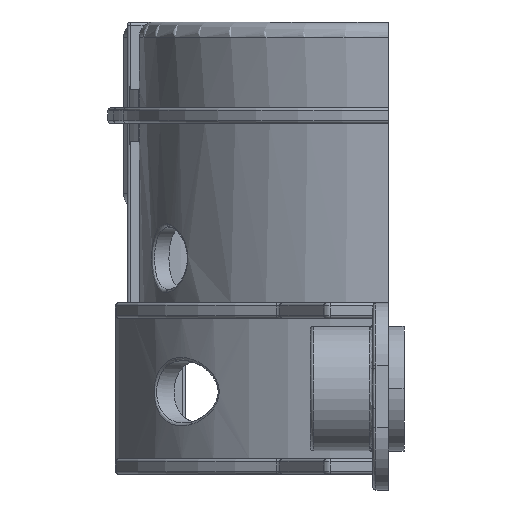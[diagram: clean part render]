
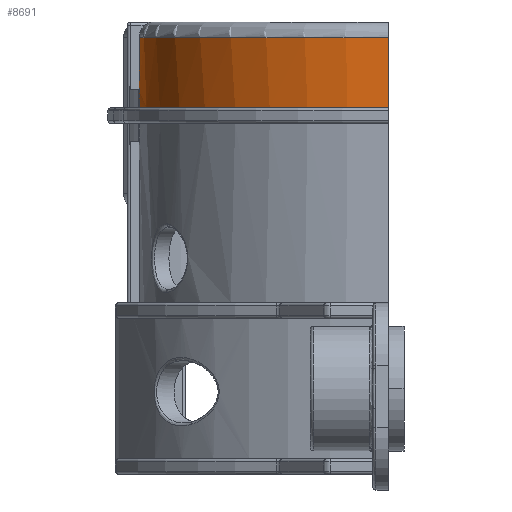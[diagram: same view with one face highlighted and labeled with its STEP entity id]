
A CAD part, left-side view. The second image highlights one B-rep face of the part: STEP entity #8691.
In plain terms, the highlighted cylindrical face has radius 16 mm (diameter 32 mm), a partial arc.
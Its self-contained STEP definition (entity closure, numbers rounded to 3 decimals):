
#267 = EDGE_CURVE ( 'NONE', #8086, #8849, #10141, .T. ) ;
#276 = CARTESIAN_POINT ( 'NONE',  ( -16., 0., 0. ) ) ;
#721 = VERTEX_POINT ( 'NONE', #1817 ) ;
#777 = CARTESIAN_POINT ( 'NONE',  ( -0.718, 15.985, -3.243 ) ) ;
#912 = CARTESIAN_POINT ( 'NONE',  ( -16., 0., -4.5 ) ) ;
#1436 = VECTOR ( 'NONE', #3730, 1000. ) ;
#1817 = CARTESIAN_POINT ( 'NONE',  ( -1.309, 15.946, -4.5 ) ) ;
#1978 = ORIENTED_EDGE ( 'NONE', *, *, #267, .T. ) ;
#2582 = EDGE_CURVE ( 'NONE', #9253, #6663, #5794, .T. ) ;
#2804 = CARTESIAN_POINT ( 'NONE',  ( -1.257, 15.951, -4.223 ) ) ;
#2924 = DIRECTION ( 'NONE',  ( 0., 0., -1. ) ) ;
#3056 = CARTESIAN_POINT ( 'NONE',  ( -0.513, 15.992, -3.049 ) ) ;
#3250 = ORIENTED_EDGE ( 'NONE', *, *, #9524, .T. ) ;
#3451 = CIRCLE ( 'NONE', #12622, 16. ) ;
#3475 = EDGE_LOOP ( 'NONE', ( #1978, #7512, #11206, #12822, #3250 ) ) ;
#3721 = CARTESIAN_POINT ( 'NONE',  ( -0.891, 15.976, -3.467 ) ) ;
#3730 = DIRECTION ( 'NONE',  ( 0., 0., 1. ) ) ;
#3832 = CARTESIAN_POINT ( 'NONE',  ( -1.309, 15.946, -4.5 ) ) ;
#5794 = LINE ( 'NONE', #11586, #1436 ) ;
#5815 = DIRECTION ( 'NONE',  ( 1., 0., 0. ) ) ;
#5966 = DIRECTION ( 'NONE',  ( 0., 0., -1. ) ) ;
#6404 = CIRCLE ( 'NONE', #8856, 16. ) ;
#6663 = VERTEX_POINT ( 'NONE', #276 ) ;
#6887 = CARTESIAN_POINT ( 'NONE',  ( 0., 0., -4.5 ) ) ;
#6938 = DIRECTION ( 'NONE',  ( 0., 0., 1. ) ) ;
#6977 = CARTESIAN_POINT ( 'NONE',  ( 0., 0., -10. ) ) ;
#7512 = ORIENTED_EDGE ( 'NONE', *, *, #10749, .T. ) ;
#7611 = DIRECTION ( 'NONE',  ( 0., 0., -1. ) ) ;
#7761 = DIRECTION ( 'NONE',  ( 1., 0., 0. ) ) ;
#7951 = B_SPLINE_CURVE_WITH_KNOTS ( 'NONE', 3,
 ( #10692, #777, #3721, #9670, #2804, #3832 ),
 .UNSPECIFIED., .F., .F.,
 ( 4, 2, 4 ),
 ( 0., 0.001, 0.002 ),
 .UNSPECIFIED. ) ;
#8086 = VERTEX_POINT ( 'NONE', #9806 ) ;
#8469 = AXIS2_PLACEMENT_3D ( 'NONE', #6977, #6938, #5815 ) ;
#8650 = CARTESIAN_POINT ( 'NONE',  ( 0., 0., 0. ) ) ;
#8672 = CYLINDRICAL_SURFACE ( 'NONE', #8469, 16. ) ;
#8682 = EDGE_CURVE ( 'NONE', #9253, #721, #3451, .T. ) ;
#8691 = ADVANCED_FACE ( 'NONE', ( #12717 ), #8672, .T. ) ;
#8849 = VERTEX_POINT ( 'NONE', #3056 ) ;
#8856 = AXIS2_PLACEMENT_3D ( 'NONE', #8650, #7611, #12620 ) ;
#9253 = VERTEX_POINT ( 'NONE', #912 ) ;
#9524 = EDGE_CURVE ( 'NONE', #6663, #8086, #6404, .T. ) ;
#9670 = CARTESIAN_POINT ( 'NONE',  ( -1.161, 15.958, -3.958 ) ) ;
#9806 = CARTESIAN_POINT ( 'NONE',  ( -0.513, 15.992, 0. ) ) ;
#10141 = LINE ( 'NONE', #10714, #12172 ) ;
#10692 = CARTESIAN_POINT ( 'NONE',  ( -0.513, 15.992, -3.049 ) ) ;
#10714 = CARTESIAN_POINT ( 'NONE',  ( -0.513, 15.992, -10. ) ) ;
#10749 = EDGE_CURVE ( 'NONE', #8849, #721, #7951, .T. ) ;
#11206 = ORIENTED_EDGE ( 'NONE', *, *, #8682, .F. ) ;
#11586 = CARTESIAN_POINT ( 'NONE',  ( -16., 0., -10. ) ) ;
#12172 = VECTOR ( 'NONE', #5966, 1000. ) ;
#12620 = DIRECTION ( 'NONE',  ( 1., 0., 0. ) ) ;
#12622 = AXIS2_PLACEMENT_3D ( 'NONE', #6887, #2924, #7761 ) ;
#12717 = FACE_OUTER_BOUND ( 'NONE', #3475, .T. ) ;
#12822 = ORIENTED_EDGE ( 'NONE', *, *, #2582, .T. ) ;
